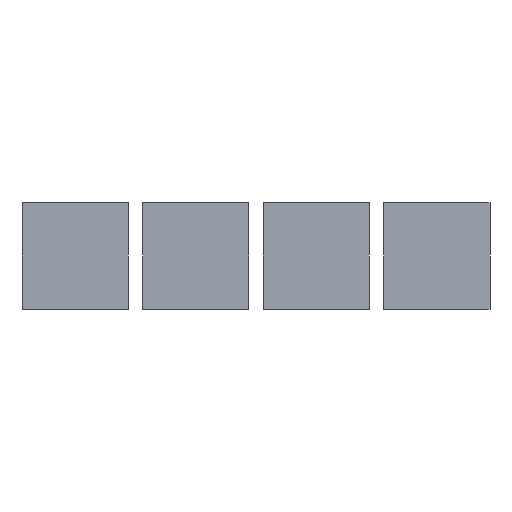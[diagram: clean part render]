
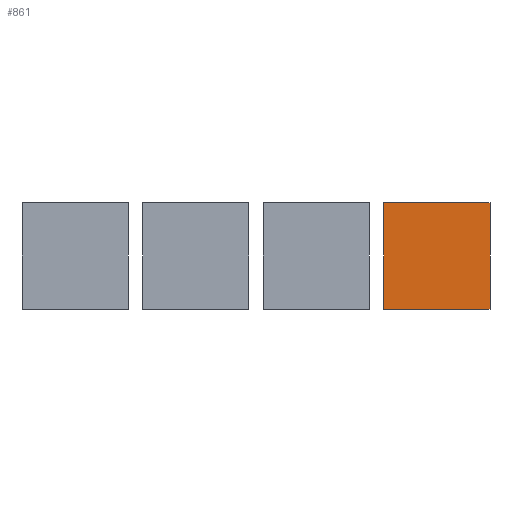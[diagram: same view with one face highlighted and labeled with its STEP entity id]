
A CAD part, front view. The second image highlights one B-rep face of the part: STEP entity #861.
In plain terms, the highlighted planar face has unit normal (0, -1, 0).
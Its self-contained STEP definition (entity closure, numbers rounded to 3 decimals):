
#745=CARTESIAN_POINT('',(51.6,-126.6,0.));
#746=VERTEX_POINT('',#745);
#761=CARTESIAN_POINT('',(51.6,-126.6,13.2));
#762=VERTEX_POINT('',#761);
#769=CARTESIAN_POINT('',(51.6,-126.6,13.2));
#770=DIRECTION('',(0.,0.,-1.));
#771=VECTOR('',#770,13.2);
#772=LINE('',#769,#771);
#773=EDGE_CURVE('',#762,#746,#772,.T.);
#814=CARTESIAN_POINT('',(38.4,-126.6,0.));
#815=VERTEX_POINT('',#814);
#822=CARTESIAN_POINT('',(38.4,-126.6,13.2));
#823=VERTEX_POINT('',#822);
#824=CARTESIAN_POINT('',(38.4,-126.6,13.2));
#825=DIRECTION('',(0.,0.,-1.));
#826=VECTOR('',#825,13.2);
#827=LINE('',#824,#826);
#828=EDGE_CURVE('',#823,#815,#827,.T.);
#840=CARTESIAN_POINT('',(45.,-126.6,13.2));
#841=DIRECTION('',(0.,-1.,0.));
#842=DIRECTION('',(0.,0.,-1.));
#843=AXIS2_PLACEMENT_3D('',#840,#841,#842);
#844=PLANE('',#843);
#845=CARTESIAN_POINT('',(51.6,-126.6,0.));
#846=DIRECTION('',(-1.,0.,0.));
#847=VECTOR('',#846,13.2);
#848=LINE('',#845,#847);
#849=EDGE_CURVE('',#746,#815,#848,.T.);
#850=ORIENTED_EDGE('',*,*,#849,.F.);
#851=ORIENTED_EDGE('',*,*,#773,.F.);
#852=CARTESIAN_POINT('',(51.6,-126.6,13.2));
#853=DIRECTION('',(-1.,0.,0.));
#854=VECTOR('',#853,13.2);
#855=LINE('',#852,#854);
#856=EDGE_CURVE('',#762,#823,#855,.T.);
#857=ORIENTED_EDGE('',*,*,#856,.T.);
#858=ORIENTED_EDGE('',*,*,#828,.T.);
#859=EDGE_LOOP('',(#850,#851,#857,#858));
#860=FACE_BOUND('',#859,.T.);
#861=ADVANCED_FACE('',(#860),#844,.T.);
